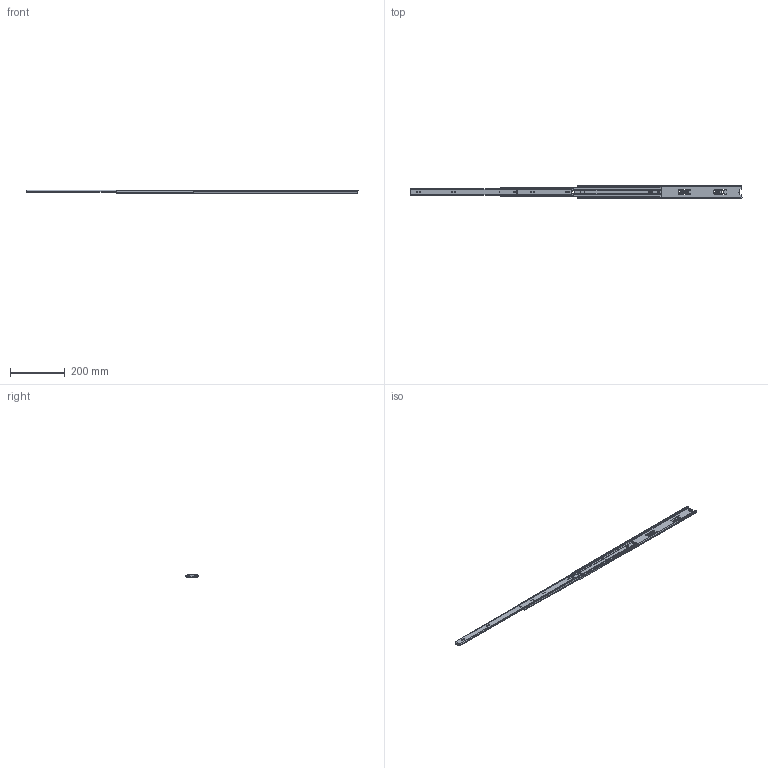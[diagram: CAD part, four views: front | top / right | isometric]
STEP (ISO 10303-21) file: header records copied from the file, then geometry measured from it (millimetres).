
FILE_DESCRIPTION (( 'STEP AP203' ), '1' );
FILE_NAME ('4600-62-24組合.STEP', '2023-02-16T01:03:15', ( '' ), ( '' ), 'SwSTEP 2.0', 'SolidWorks 2021', '' );
FILE_SCHEMA (( 'CONFIG_CONTROL_DESIGN' ));
Length unit declared in the file: millimetre
Products named in the file (4): 46006201-24-外軌; 46006203-24-內軌; 46006202-24-1中軌; 4600-62-24組合
Assembly tree (3 placements, depth 2):
  4600-62-24組合
    46006201-24-外軌
    46006202-24-1中軌
    46006203-24-內軌
Bounding box: 1208.9 x 45.4 x 12.7 mm (x, y, z)
Volume: 106488.3 mm3; surface area: 175797.7 mm2
Topology: 4 solids, 4 shells, 411 faces, 1195 edges, 790 vertices
Faces by surface type: plane 211, cylinder 191, bspline 9
Entity records: 14685 total; most frequent: CARTESIAN_POINT 2987, ORIENTED_EDGE 2390, DIRECTION 2354, EDGE_CURVE 1195, AXIS2_PLACEMENT_3D 794, VERTEX_POINT 790, VECTOR 766, LINE 766
